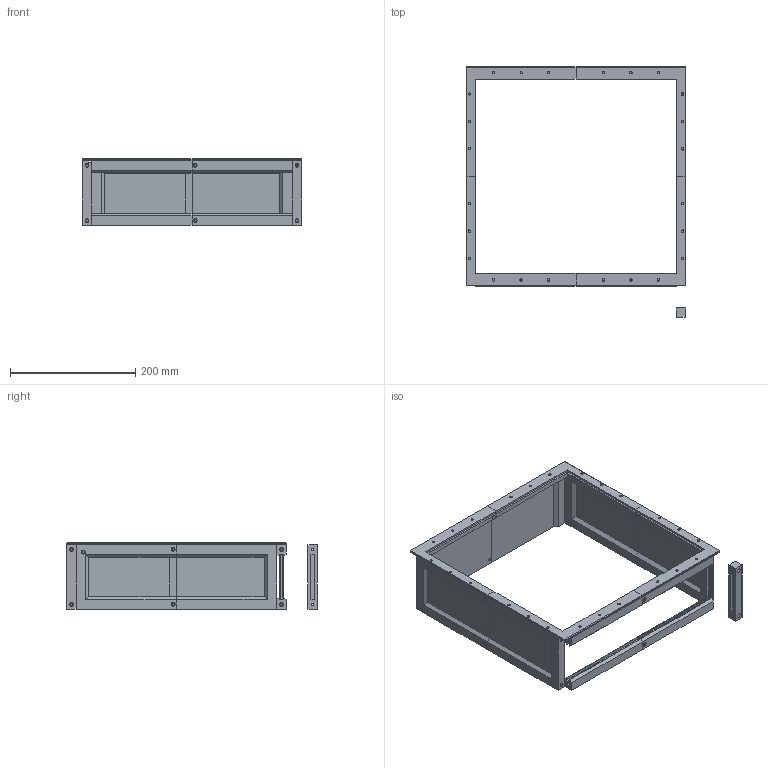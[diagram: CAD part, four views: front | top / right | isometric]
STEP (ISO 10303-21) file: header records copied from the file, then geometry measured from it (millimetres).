
FILE_DESCRIPTION(/* description */ ('','CAx-IF Rec.Pracs.---Representation and Presentation of Product Manufacturing Information (PMI)---4.0---2014-10-13'),/* implementation_level */ '2;1');
FILE_NAME(/* name */ 'tophat v27.step',/* time_stamp */ '2025-02-12T16:00:43-05:00',/* author */ (''),/* organization */ (''),/* preprocessor_version */ 'ST-DEVELOPER v20',/* originating_system */ 'Autodesk Translation Framework v13.20.0.188',/* authorisation */ '');
FILE_SCHEMA (('AP242_MANAGED_MODEL_BASED_3D_ENGINEERING_MIM_LF { 1 0 10303 442 1 1 4 }'));
Length unit declared in the file: millimetre
Products named in the file (9): tophat; walls; back; left; right; front; top; tpu gasket; 1515 alt
Assembly tree (8 placements, depth 3):
  tophat
    walls
      back
      left
      right
      front
    top
    tpu gasket
    1515 alt
Bounding box: 350 x 400 x 106 mm (x, y, z)
Volume: 1148108.5 mm3; surface area: 386498.3 mm2
Topology: 17 solids, 17 shells, 493 faces, 1164 edges, 751 vertices
Faces by surface type: plane 314, cylinder 89, cone 88, torus 2
Full cylindrical faces by diameter (mm): 3.5 x26, 4.1 x29, 4.2 x13, 6 x7, 6.2 x4, 6.3 x2
Entity records: 14774 total; most frequent: CARTESIAN_POINT 2718, DIRECTION 2457, ORIENTED_EDGE 2320, EDGE_CURVE 1160, LINE 859, VECTOR 859, AXIS2_PLACEMENT_3D 799, VERTEX_POINT 751
